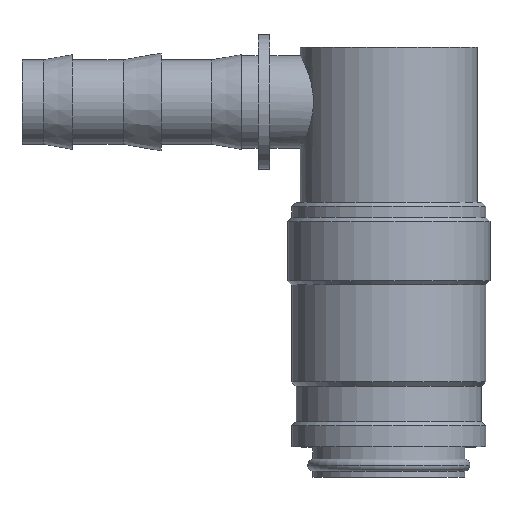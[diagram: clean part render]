
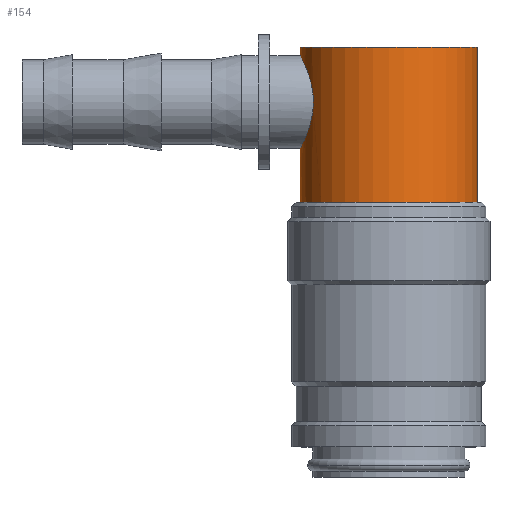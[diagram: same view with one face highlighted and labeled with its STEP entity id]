
A CAD part, top view. The second image highlights one B-rep face of the part: STEP entity #154.
In plain terms, the highlighted cylindrical face has radius 10.5 mm (diameter 21 mm), a partial arc.
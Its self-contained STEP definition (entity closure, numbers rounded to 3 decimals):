
#154=ADVANCED_FACE('',(#341),#342,.T.);
#341=FACE_OUTER_BOUND('',#562,.T.);
#342=CYLINDRICAL_SURFACE('',#563,10.5);
#562=EDGE_LOOP('',(#934,#935,#936,#937,#938,#939,#940));
#563=AXIS2_PLACEMENT_3D('',#941,#942,#943);
#934=ORIENTED_EDGE('',*,*,#1258,.T.);
#935=ORIENTED_EDGE('',*,*,#1369,.F.);
#936=ORIENTED_EDGE('',*,*,#1262,.T.);
#937=ORIENTED_EDGE('',*,*,#1356,.F.);
#938=ORIENTED_EDGE('',*,*,#1355,.F.);
#939=ORIENTED_EDGE('',*,*,#1260,.T.);
#940=ORIENTED_EDGE('',*,*,#1370,.F.);
#941=CARTESIAN_POINT('',(0.0,40.42,0.0));
#942=DIRECTION('',(-0.0,1.0,0.0));
#943=DIRECTION('',(1.0,0.0,0.0));
#1258=EDGE_CURVE('',#1486,#1487,#1488,.T.);
#1260=EDGE_CURVE('',#1491,#1489,#1492,.T.);
#1262=EDGE_CURVE('',#1495,#1493,#1496,.T.);
#1355=EDGE_CURVE('',#1491,#1635,#1636,.T.);
#1356=EDGE_CURVE('',#1635,#1493,#1637,.T.);
#1369=EDGE_CURVE('',#1495,#1487,#1655,.T.);
#1370=EDGE_CURVE('',#1486,#1489,#1656,.T.);
#1486=VERTEX_POINT('',#1823);
#1487=VERTEX_POINT('',#1824);
#1488=LINE('',#1825,#1826);
#1489=VERTEX_POINT('',#1827);
#1491=VERTEX_POINT('',#1829);
#1492=LINE('',#1830,#1831);
#1493=VERTEX_POINT('',#1832);
#1495=VERTEX_POINT('',#1867);
#1496=LINE('',#1868,#1869);
#1635=VERTEX_POINT('',#2036);
#1636=B_SPLINE_CURVE_WITH_KNOTS('',3,(#2037,#2038,#2039,#2040,#2041,#2042,#2043,#2044,#2045,#2046,#2047,#2048,#2049,#2050,#2051,#2052,#2053,#2054),.UNSPECIFIED.,.F.,.F.,(4,2,2,2,2,2,2,2,4),(25.428,26.486,27.543,28.601,29.659,30.72,31.781,32.843,33.904),.UNSPECIFIED.);
#1637=B_SPLINE_CURVE_WITH_KNOTS('',3,(#2055,#2056,#2057,#2058,#2059,#2060,#2061,#2062,#2063,#2064,#2065,#2066,#2067,#2068,#2069,#2070,#2071,#2072),.UNSPECIFIED.,.F.,.F.,(4,2,2,2,2,2,2,2,4),(0.0,1.061,2.123,3.184,4.245,5.303,6.361,7.418,8.476),.UNSPECIFIED.);
#1655=CIRCLE('',#2111,10.5);
#1656=CIRCLE('',#2112,10.5);
#1823=CARTESIAN_POINT('',(10.5,32.6,0.));
#1824=CARTESIAN_POINT('',(10.5,51.0,0.0));
#1825=CARTESIAN_POINT('',(10.5,40.42,0.));
#1826=VECTOR('',#2261,1.0);
#1827=CARTESIAN_POINT('',(-10.5,32.6,0.));
#1829=CARTESIAN_POINT('',(-10.5,39.0,0.));
#1830=CARTESIAN_POINT('',(-10.5,40.42,0.));
#1831=VECTOR('',#2265,1.0);
#1832=CARTESIAN_POINT('',(-10.5,50.0,0.));
#1867=CARTESIAN_POINT('',(-10.5,51.0,0.));
#1868=CARTESIAN_POINT('',(-10.5,40.42,0.));
#1869=VECTOR('',#2266,1.0);
#2036=CARTESIAN_POINT('',(-8.944,44.5,5.5));
#2037=CARTESIAN_POINT('',(-10.5,39.0,0.));
#2038=CARTESIAN_POINT('',(-10.5,39.0,0.353));
#2039=CARTESIAN_POINT('',(-10.482,39.034,0.715));
#2040=CARTESIAN_POINT('',(-10.408,39.177,1.432));
#2041=CARTESIAN_POINT('',(-10.353,39.285,1.786));
#2042=CARTESIAN_POINT('',(-10.213,39.568,2.462));
#2043=CARTESIAN_POINT('',(-10.129,39.743,2.784));
#2044=CARTESIAN_POINT('',(-9.947,40.145,3.378));
#2045=CARTESIAN_POINT('',(-9.849,40.371,3.649));
#2046=CARTESIAN_POINT('',(-9.657,40.852,4.13));
#2047=CARTESIAN_POINT('',(-9.556,41.124,4.356));
#2048=CARTESIAN_POINT('',(-9.363,41.717,4.757));
#2049=CARTESIAN_POINT('',(-9.271,42.039,4.932));
#2050=CARTESIAN_POINT('',(-9.115,42.713,5.215));
#2051=CARTESIAN_POINT('',(-9.051,43.067,5.323));
#2052=CARTESIAN_POINT('',(-8.966,43.783,5.465));
#2053=CARTESIAN_POINT('',(-8.944,44.146,5.5));
#2054=CARTESIAN_POINT('',(-8.944,44.5,5.5));
#2055=CARTESIAN_POINT('',(-8.944,44.5,5.5));
#2056=CARTESIAN_POINT('',(-8.944,44.854,5.5));
#2057=CARTESIAN_POINT('',(-8.966,45.217,5.465));
#2058=CARTESIAN_POINT('',(-9.051,45.933,5.323));
#2059=CARTESIAN_POINT('',(-9.115,46.287,5.215));
#2060=CARTESIAN_POINT('',(-9.271,46.961,4.932));
#2061=CARTESIAN_POINT('',(-9.363,47.283,4.757));
#2062=CARTESIAN_POINT('',(-9.556,47.876,4.356));
#2063=CARTESIAN_POINT('',(-9.657,48.148,4.13));
#2064=CARTESIAN_POINT('',(-9.849,48.629,3.649));
#2065=CARTESIAN_POINT('',(-9.947,48.855,3.378));
#2066=CARTESIAN_POINT('',(-10.129,49.257,2.784));
#2067=CARTESIAN_POINT('',(-10.213,49.432,2.462));
#2068=CARTESIAN_POINT('',(-10.353,49.715,1.786));
#2069=CARTESIAN_POINT('',(-10.408,49.823,1.432));
#2070=CARTESIAN_POINT('',(-10.482,49.966,0.715));
#2071=CARTESIAN_POINT('',(-10.5,50.0,0.353));
#2072=CARTESIAN_POINT('',(-10.5,50.0,0.));
#2111=AXIS2_PLACEMENT_3D('',#2435,#2436,#2437);
#2112=AXIS2_PLACEMENT_3D('',#2438,#2439,#2440);
#2261=DIRECTION('',(0.0,1.0,0.0));
#2265=DIRECTION('',(-0.0,-1.0,-0.0));
#2266=DIRECTION('',(-0.0,-1.0,-0.0));
#2435=CARTESIAN_POINT('',(0.0,51.0,0.0));
#2436=DIRECTION('',(-0.0,1.0,0.0));
#2437=DIRECTION('',(1.0,0.0,0.0));
#2438=CARTESIAN_POINT('',(0.0,32.6,0.0));
#2439=DIRECTION('',(0.,-1.0,-0.0));
#2440=DIRECTION('',(1.0,0.,0.0));
